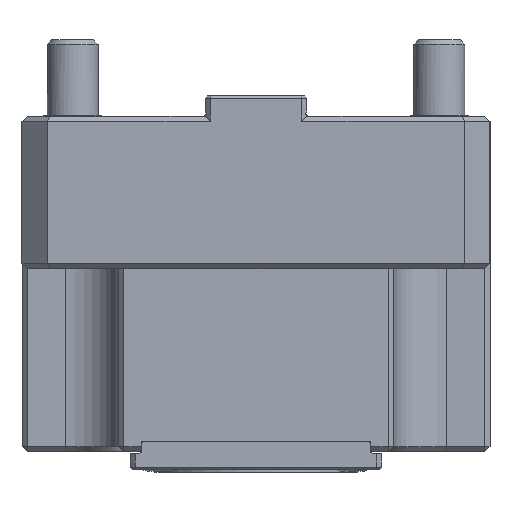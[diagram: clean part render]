
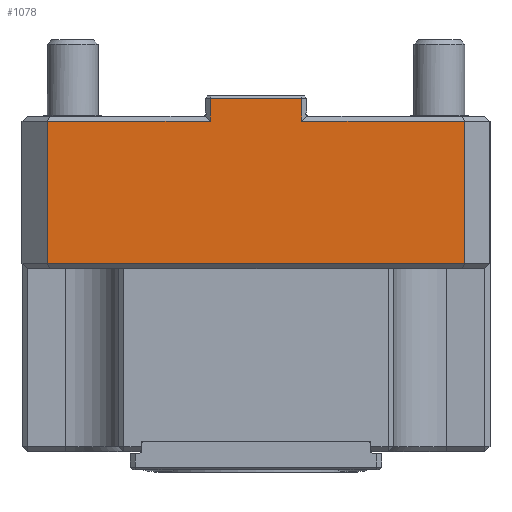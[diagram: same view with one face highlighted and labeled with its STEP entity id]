
A CAD part, left-side view. The second image highlights one B-rep face of the part: STEP entity #1078.
In plain terms, the highlighted planar face has unit normal (-1, 0, 0).
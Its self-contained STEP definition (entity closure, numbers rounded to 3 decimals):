
#225=LINE('',#6166,#527);
#226=LINE('',#6168,#528);
#227=LINE('',#6170,#529);
#233=LINE('',#6184,#535);
#235=LINE('',#6187,#537);
#287=LINE('',#6435,#589);
#288=LINE('',#6437,#590);
#289=LINE('',#6439,#591);
#527=VECTOR('',#4496,1.);
#528=VECTOR('',#4499,1.);
#529=VECTOR('',#4502,1.);
#535=VECTOR('',#4512,1.);
#537=VECTOR('',#4516,1.);
#589=VECTOR('',#4660,1.);
#590=VECTOR('',#4661,1.);
#591=VECTOR('',#4662,1.);
#1078=ADVANCED_FACE('',(#1378),#1223,.T.);
#1223=PLANE('',#3806);
#1378=FACE_OUTER_BOUND('',#1654,.T.);
#1654=EDGE_LOOP('',(#2441,#2442,#2443,#2444,#2445,#2446,#2447,#2448));
#2441=ORIENTED_EDGE('',*,*,#3317,.T.);
#2442=ORIENTED_EDGE('',*,*,#3318,.T.);
#2443=ORIENTED_EDGE('',*,*,#3319,.T.);
#2444=ORIENTED_EDGE('',*,*,#3242,.T.);
#2445=ORIENTED_EDGE('',*,*,#3244,.F.);
#2446=ORIENTED_EDGE('',*,*,#3236,.T.);
#2447=ORIENTED_EDGE('',*,*,#3235,.T.);
#2448=ORIENTED_EDGE('',*,*,#3234,.T.);
#2793=VERTEX_POINT('',#6015);
#2820=VERTEX_POINT('',#6086);
#2840=VERTEX_POINT('',#6163);
#2841=VERTEX_POINT('',#6165);
#2843=VERTEX_POINT('',#6174);
#2846=VERTEX_POINT('',#6182);
#2892=VERTEX_POINT('',#6436);
#2893=VERTEX_POINT('',#6438);
#3234=EDGE_CURVE('',#2840,#2841,#225,.T.);
#3235=EDGE_CURVE('',#2793,#2840,#226,.T.);
#3236=EDGE_CURVE('',#2820,#2793,#227,.T.);
#3242=EDGE_CURVE('',#2843,#2846,#233,.T.);
#3244=EDGE_CURVE('',#2820,#2846,#235,.T.);
#3317=EDGE_CURVE('',#2841,#2892,#287,.T.);
#3318=EDGE_CURVE('',#2892,#2893,#288,.T.);
#3319=EDGE_CURVE('',#2893,#2843,#289,.T.);
#3806=AXIS2_PLACEMENT_3D('',#6440,#4663,#4664);
#4496=DIRECTION('',(0.,1.,0.));
#4499=DIRECTION('',(0.,0.,-1.));
#4502=DIRECTION('',(0.,1.,0.));
#4512=DIRECTION('',(0.,1.,0.));
#4516=DIRECTION('',(0.,0.,-1.));
#4660=DIRECTION('',(0.,0.,-1.));
#4661=DIRECTION('',(0.,-1.,0.));
#4662=DIRECTION('',(0.,0.,1.));
#4663=DIRECTION('',(-1.,0.,0.));
#4664=DIRECTION('',(0.,0.,-1.));
#6015=CARTESIAN_POINT('',(-99.924,8.991,3.473));
#6086=CARTESIAN_POINT('',(-99.924,-8.991,3.473));
#6163=CARTESIAN_POINT('',(-99.924,8.991,-1.022));
#6165=CARTESIAN_POINT('',(-99.924,40.959,-1.022));
#6166=CARTESIAN_POINT('',(-99.924,-45.954,-1.022));
#6168=CARTESIAN_POINT('',(-99.924,8.991,173.768));
#6170=CARTESIAN_POINT('',(-99.924,8.991,3.473));
#6174=CARTESIAN_POINT('',(-99.924,-40.959,-1.022));
#6182=CARTESIAN_POINT('',(-99.924,-8.991,-1.022));
#6184=CARTESIAN_POINT('',(-99.924,-45.954,-1.022));
#6187=CARTESIAN_POINT('',(-99.924,-8.991,173.768));
#6435=CARTESIAN_POINT('',(-99.924,40.959,-0.023));
#6436=CARTESIAN_POINT('',(-99.924,40.959,-28.994));
#6437=CARTESIAN_POINT('',(-99.924,-45.954,-28.994));
#6438=CARTESIAN_POINT('',(-99.924,-40.959,-28.994));
#6439=CARTESIAN_POINT('',(-99.924,-40.959,-0.023));
#6440=CARTESIAN_POINT('',(-99.924,-45.954,-0.023));
